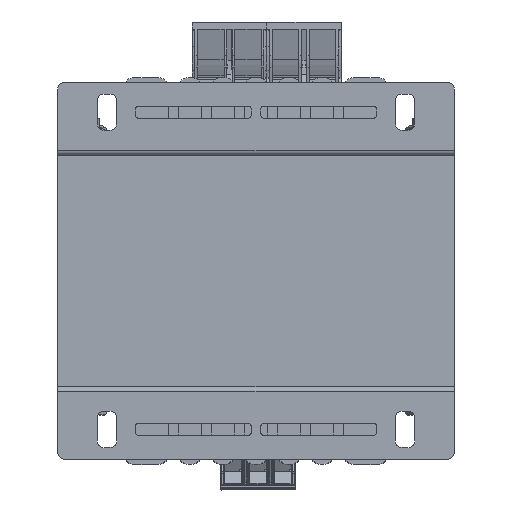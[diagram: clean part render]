
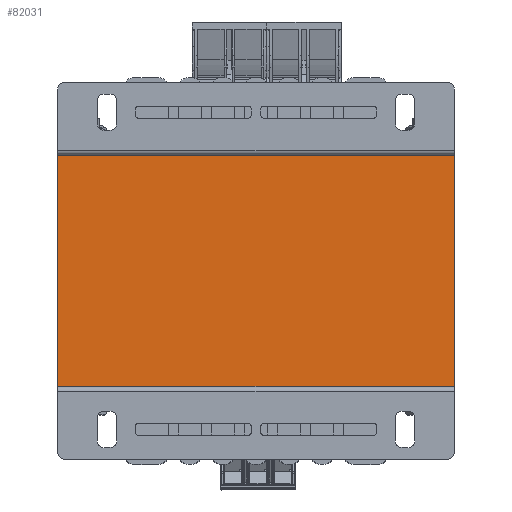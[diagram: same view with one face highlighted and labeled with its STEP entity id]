
A CAD part, top view. The second image highlights one B-rep face of the part: STEP entity #82031.
In plain terms, the highlighted planar face has unit normal (0, 0, 1).
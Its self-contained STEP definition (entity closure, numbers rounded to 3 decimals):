
#2792=FACE_OUTER_BOUND('',#7080,.T.);
#7080=EDGE_LOOP('',(#52287,#52288,#52289,#52290));
#11536=LINE('',#113817,#21965);
#11570=LINE('',#113901,#21999);
#11572=LINE('',#113905,#22001);
#11573=LINE('',#113906,#22002);
#21965=VECTOR('',#92192,1.);
#21999=VECTOR('',#92270,1.);
#22001=VECTOR('',#92274,1.);
#22002=VECTOR('',#92275,1.);
#32393=VERTEX_POINT('',#113813);
#32395=VERTEX_POINT('',#113816);
#32423=VERTEX_POINT('',#113900);
#32424=VERTEX_POINT('',#113904);
#40211=EDGE_CURVE('',#32395,#32393,#11536,.T.);
#40253=EDGE_CURVE('',#32423,#32395,#11570,.T.);
#40255=EDGE_CURVE('',#32424,#32393,#11572,.T.);
#40256=EDGE_CURVE('',#32424,#32423,#11573,.T.);
#52287=ORIENTED_EDGE('',*,*,#40255,.F.);
#52288=ORIENTED_EDGE('',*,*,#40256,.T.);
#52289=ORIENTED_EDGE('',*,*,#40253,.T.);
#52290=ORIENTED_EDGE('',*,*,#40211,.T.);
#76236=PLANE('',#86612);
#82031=ADVANCED_FACE('',(#2792),#76236,.T.);
#86612=AXIS2_PLACEMENT_3D('',#113903,#92272,#92273);
#92192=DIRECTION('',(1.,0.,0.));
#92270=DIRECTION('',(0.,-1.,0.));
#92272=DIRECTION('center_axis',(0.,0.,1.));
#92273=DIRECTION('ref_axis',(0.,-1.,0.));
#92274=DIRECTION('',(0.,-1.,0.));
#92275=DIRECTION('',(-1.,0.,0.));
#113813=CARTESIAN_POINT('',(514.76,18.348,67.5));
#113816=CARTESIAN_POINT('',(394.76,18.348,67.5));
#113817=CARTESIAN_POINT('',(514.76,18.348,67.5));
#113900=CARTESIAN_POINT('',(394.76,88.348,67.5));
#113901=CARTESIAN_POINT('',(394.76,88.348,67.5));
#113903=CARTESIAN_POINT('Origin',(394.76,88.348,67.5));
#113904=CARTESIAN_POINT('',(514.76,88.348,67.5));
#113905=CARTESIAN_POINT('',(514.76,88.348,67.5));
#113906=CARTESIAN_POINT('',(514.76,88.348,67.5));
